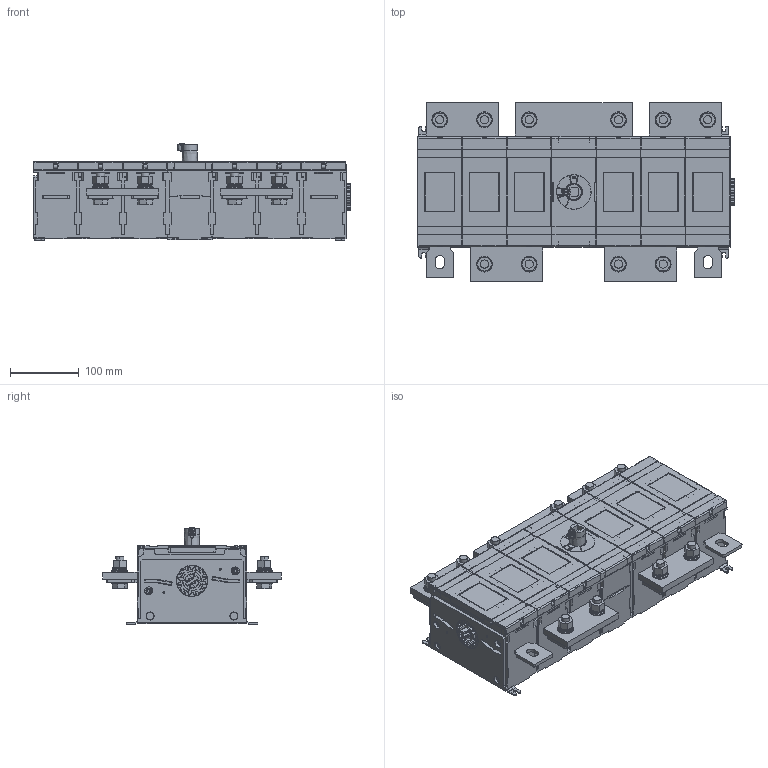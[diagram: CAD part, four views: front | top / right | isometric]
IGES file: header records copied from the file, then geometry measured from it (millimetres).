
Start section:  PTC IGES file: ot320uds33_igs.igs
Global section: file name: ot320uds33_igs.igs; native system: Creo Parametric by PTC Inc.; preprocessor: 2017480; author: FIALBJO; organization: Unknown; date: 20180801.131403; units: millimetre
Bounding box: 461.4 x 260 x 140.4 mm (x, y, z)
Volume: 8537983.9 mm3; surface area: 521726.9 mm2
Topology: 1 solids, 94 shells, 5352 faces, 14812 edges, 9621 vertices
Faces by surface type: bspline 3934, revolution 1406, extrusion 12
